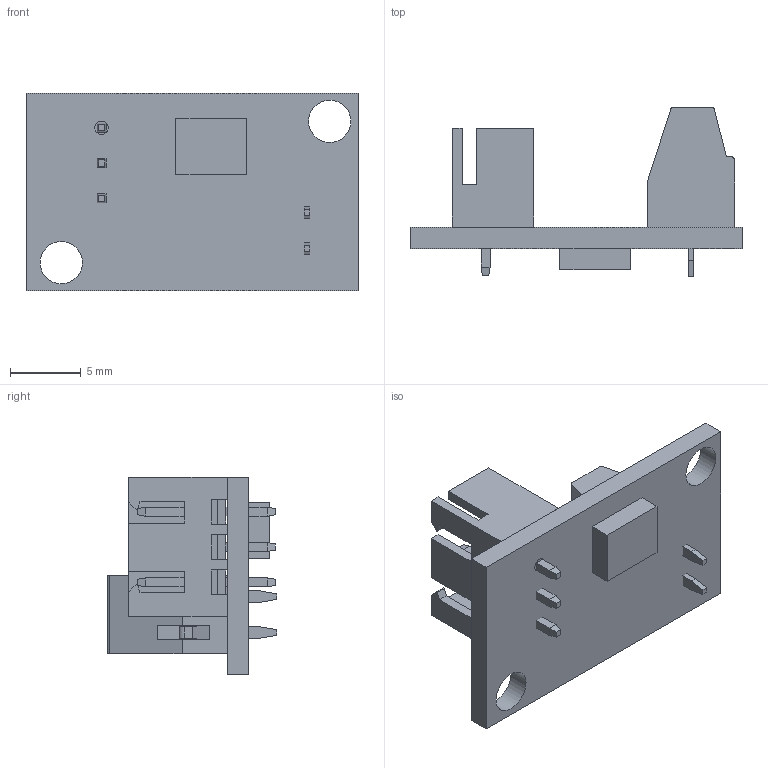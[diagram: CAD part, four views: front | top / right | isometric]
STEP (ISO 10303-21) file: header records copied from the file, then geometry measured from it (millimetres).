
FILE_DESCRIPTION (( 'STEP AP214' ), '1' );
FILE_NAME ('1072-Z1P-A.STEP', '2013-05-15T14:45:25', ( '3DAssist' ), ( '' ), 'SwSTEP 2.0', 'SolidWorks 2013', '' );
FILE_SCHEMA (( 'AUTOMOTIVE_DESIGN' ));
Length unit declared in the file: millimetre
Products named in the file (1): 1072-Z1P-A
Bounding box: 23.5 x 12 x 14 mm (x, y, z)
Volume: 830.5 mm3; surface area: 2070.1 mm2
Topology: 10 solids, 10 shells, 281 faces, 723 edges, 472 vertices
Faces by surface type: plane 247, cylinder 34
Full cylindrical faces by diameter (mm): 0.95 x1, 1 x2, 1.25 x2, 1.4 x2, 1.5 x2, 1.9 x2, 2 x2, 3 x2
Entity records: 9524 total; most frequent: CARTESIAN_POINT 1442, ORIENTED_EDGE 1396, DIRECTION 1338, EDGE_CURVE 698, LINE 622, VECTOR 622, VERTEX_POINT 462, AXIS2_PLACEMENT_3D 358
